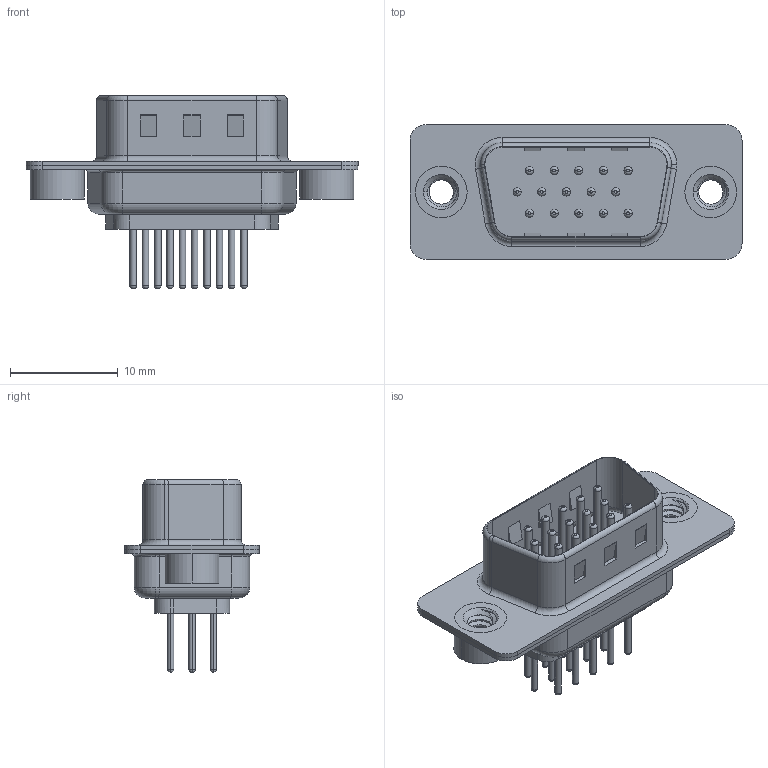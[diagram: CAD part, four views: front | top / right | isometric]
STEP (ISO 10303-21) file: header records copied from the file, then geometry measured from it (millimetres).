
FILE_DESCRIPTION (( 'STEP AP203' ), '1' );
FILE_NAME ('637-M15-230-BN2.STEP', '2018-11-19T21:56:38', ( '' ), ( '' ), 'SwSTEP 2.0', 'SolidWorks 2016', '' );
FILE_SCHEMA (( 'CONFIG_CONTROL_DESIGN' ));
Length unit declared in the file: millimetre
Products named in the file (8): 637-M15-230-BN2; 637M Housing_15 Contacts; 637M Shell Front_15 Contacts; 637M Shell Rear_15 Contacts; 637M Contact Row 1_30; 637M Contact Row 2_30; 637M Contact Row 3_30; 637M 4-40 Threaded Rivet
Assembly tree (20 placements, depth 2):
  637-M15-230-BN2
    637M Housing_15 Contacts
    637M Shell Front_15 Contacts
    637M Shell Rear_15 Contacts
    637M Contact Row 1_30  x5
    637M Contact Row 2_30  x5
    637M Contact Row 3_30  x5
    637M 4-40 Threaded Rivet  x2
Bounding box: 30.8 x 12.5 x 17.9 mm (x, y, z)
Volume: 1349.3 mm3; surface area: 4091.4 mm2
Topology: 20 solids, 20 shells, 859 faces, 1867 edges, 1134 vertices
Faces by surface type: cylinder 339, torus 290, plane 212, cone 12, bspline 6
Entity records: 16523 total; most frequent: CARTESIAN_POINT 3841, DIRECTION 2660, ORIENTED_EDGE 2228, EDGE_CURVE 1114, AXIS2_PLACEMENT_3D 1095, VERTEX_POINT 698, CIRCLE 597, EDGE_LOOP 582
